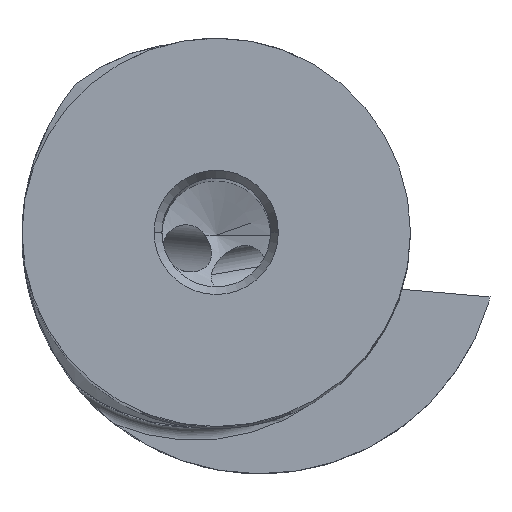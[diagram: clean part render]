
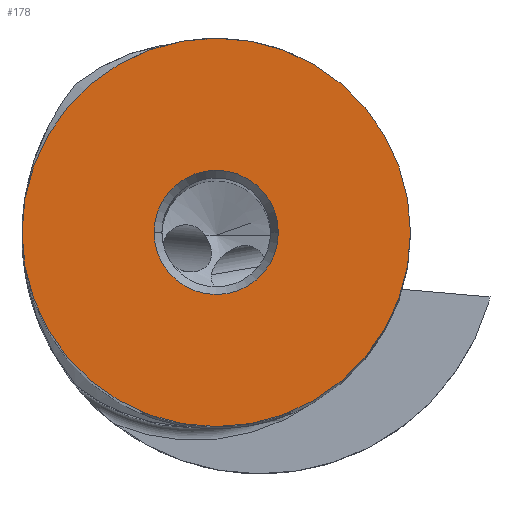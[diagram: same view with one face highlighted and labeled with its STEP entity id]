
A CAD part, top view. The second image highlights one B-rep face of the part: STEP entity #178.
In plain terms, the highlighted planar face has unit normal (0, 0, 1).
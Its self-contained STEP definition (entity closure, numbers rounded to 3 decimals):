
#69=FACE_BOUND('',#331,.T.);
#70=FACE_BOUND('',#332,.T.);
#82=PLANE('',#1385);
#178=ADVANCED_FACE('',(#69,#70),#82,.T.);
#331=EDGE_LOOP('',(#710,#711));
#332=EDGE_LOOP('',(#712,#713));
#710=ORIENTED_EDGE('',*,*,#1140,.F.);
#711=ORIENTED_EDGE('',*,*,#1147,.F.);
#712=ORIENTED_EDGE('',*,*,#1152,.F.);
#713=ORIENTED_EDGE('',*,*,#1153,.F.);
#988=VERTEX_POINT('',#2685);
#989=VERTEX_POINT('',#2686);
#998=VERTEX_POINT('',#2709);
#999=VERTEX_POINT('',#2710);
#1140=EDGE_CURVE('',#988,#989,#1269,.T.);
#1147=EDGE_CURVE('',#989,#988,#1270,.T.);
#1152=EDGE_CURVE('',#998,#999,#1271,.T.);
#1153=EDGE_CURVE('',#999,#998,#1272,.T.);
#1269=CIRCLE('',#1375,12.5);
#1270=CIRCLE('',#1379,12.5);
#1271=CIRCLE('',#1383,4.);
#1272=CIRCLE('',#1384,4.);
#1375=AXIS2_PLACEMENT_3D('',#2684,#1603,#1604);
#1379=AXIS2_PLACEMENT_3D('',#2698,#1615,#1616);
#1383=AXIS2_PLACEMENT_3D('',#2708,#1625,#1626);
#1384=AXIS2_PLACEMENT_3D('',#2711,#1627,#1628);
#1385=AXIS2_PLACEMENT_3D('',#2712,#1629,#1630);
#1603=DIRECTION('',(0.,0.,-1.));
#1604=DIRECTION('',(1.,0.,0.));
#1615=DIRECTION('',(0.,0.,-1.));
#1616=DIRECTION('',(-1.,0.,0.));
#1625=DIRECTION('',(0.,0.,1.));
#1626=DIRECTION('',(1.,0.,0.));
#1627=DIRECTION('',(0.,0.,1.));
#1628=DIRECTION('',(-1.,0.,0.));
#1629=DIRECTION('',(0.,0.,1.));
#1630=DIRECTION('',(-1.,0.,0.));
#2684=CARTESIAN_POINT('',(0.,0.,0.));
#2685=CARTESIAN_POINT('',(12.5,0.,0.));
#2686=CARTESIAN_POINT('',(-12.5,0.,0.));
#2698=CARTESIAN_POINT('',(0.,0.,0.));
#2708=CARTESIAN_POINT('',(0.,0.,0.));
#2709=CARTESIAN_POINT('',(4.,0.,0.));
#2710=CARTESIAN_POINT('',(-4.,0.,0.));
#2711=CARTESIAN_POINT('',(0.,0.,0.));
#2712=CARTESIAN_POINT('',(0.,0.,0.));
